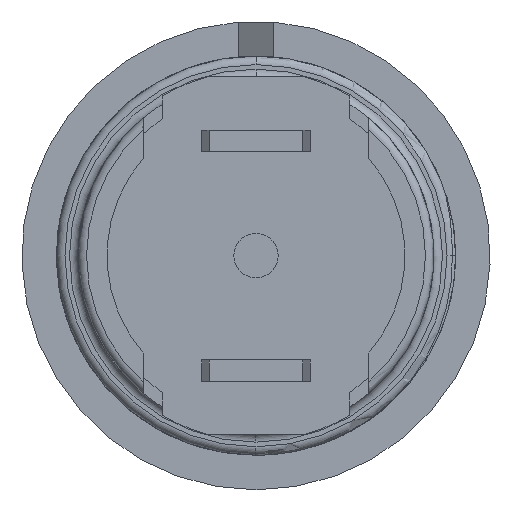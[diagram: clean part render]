
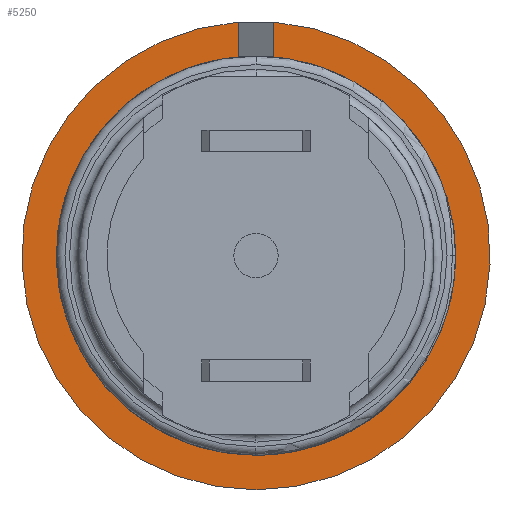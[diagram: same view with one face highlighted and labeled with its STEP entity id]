
A CAD part, front view. The second image highlights one B-rep face of the part: STEP entity #5250.
In plain terms, the highlighted planar face has unit normal (0, -1, 0).
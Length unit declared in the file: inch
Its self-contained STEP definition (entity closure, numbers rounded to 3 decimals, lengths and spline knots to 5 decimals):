
#60 = LINE ( 'NONE', #5816, #4632 ) ;
#241 = AXIS2_PLACEMENT_3D ( 'NONE', #5114, #3286, #4225 ) ;
#397 = ORIENTED_EDGE ( 'NONE', *, *, #1229, .F. ) ;
#413 = VECTOR ( 'NONE', #2320, 39.37008 ) ;
#419 = VERTEX_POINT ( 'NONE', #2050 ) ;
#660 = DIRECTION ( 'NONE',  ( 0., 0., 1. ) ) ;
#884 = CARTESIAN_POINT ( 'NONE',  ( -0.021, 0., 0.2742 ) ) ;
#895 = VERTEX_POINT ( 'NONE', #2306 ) ;
#931 = VERTEX_POINT ( 'NONE', #884 ) ;
#1229 = EDGE_CURVE ( 'NONE', #3302, #4767, #1395, .T. ) ;
#1395 = CIRCLE ( 'NONE', #241, 0.23438 ) ;
#1604 = AXIS2_PLACEMENT_3D ( 'NONE', #5132, #5111, #5604 ) ;
#1896 = EDGE_LOOP ( 'NONE', ( #3722, #2829, #3587, #5656, #397, #4138 ) ) ;
#2050 = CARTESIAN_POINT ( 'NONE',  ( 0., 0., -0.275 ) ) ;
#2107 = CARTESIAN_POINT ( 'NONE',  ( 0., 0., 0. ) ) ;
#2296 = DIRECTION ( 'NONE',  ( 0., 0., 1. ) ) ;
#2306 = CARTESIAN_POINT ( 'NONE',  ( 0.021, 0., 0.2742 ) ) ;
#2320 = DIRECTION ( 'NONE',  ( 0., 0., -1. ) ) ;
#2324 = PLANE ( 'NONE',  #1604 ) ;
#2463 = AXIS2_PLACEMENT_3D ( 'NONE', #5148, #3712, #2296 ) ;
#2528 = CARTESIAN_POINT ( 'NONE',  ( -0.021, 0., 0.23343 ) ) ;
#2580 = DIRECTION ( 'NONE',  ( 0., 0., -1. ) ) ;
#2829 = ORIENTED_EDGE ( 'NONE', *, *, #3602, .F. ) ;
#2964 = VERTEX_POINT ( 'NONE', #2528 ) ;
#3023 = AXIS2_PLACEMENT_3D ( 'NONE', #2107, #3983, #2580 ) ;
#3286 = DIRECTION ( 'NONE',  ( 0., -1., 0. ) ) ;
#3302 = VERTEX_POINT ( 'NONE', #3667 ) ;
#3587 = ORIENTED_EDGE ( 'NONE', *, *, #5719, .F. ) ;
#3602 = EDGE_CURVE ( 'NONE', #419, #931, #4944, .T. ) ;
#3646 = EDGE_CURVE ( 'NONE', #4767, #895, #60, .T. ) ;
#3667 = CARTESIAN_POINT ( 'NONE',  ( 0., 0., -0.23438 ) ) ;
#3712 = DIRECTION ( 'NONE',  ( 0., 1., 0. ) ) ;
#3722 = ORIENTED_EDGE ( 'NONE', *, *, #5788, .F. ) ;
#3774 = CARTESIAN_POINT ( 'NONE',  ( -0.021, 0., 0. ) ) ;
#3793 = LINE ( 'NONE', #3774, #413 ) ;
#3983 = DIRECTION ( 'NONE',  ( 0., -1., 0. ) ) ;
#4138 = ORIENTED_EDGE ( 'NONE', *, *, #4637, .F. ) ;
#4225 = DIRECTION ( 'NONE',  ( 0., 0., -1. ) ) ;
#4237 = CARTESIAN_POINT ( 'NONE',  ( 0.021, 0., 0.23343 ) ) ;
#4250 = CIRCLE ( 'NONE', #3023, 0.23438 ) ;
#4463 = CARTESIAN_POINT ( 'NONE',  ( 0., 0., 0. ) ) ;
#4632 = VECTOR ( 'NONE', #4953, 39.37008 ) ;
#4637 = EDGE_CURVE ( 'NONE', #2964, #3302, #4250, .T. ) ;
#4767 = VERTEX_POINT ( 'NONE', #4237 ) ;
#4944 = CIRCLE ( 'NONE', #5294, 0.275 ) ;
#4953 = DIRECTION ( 'NONE',  ( 0., 0., 1. ) ) ;
#5003 = FACE_OUTER_BOUND ( 'NONE', #1896, .T. ) ;
#5071 = CIRCLE ( 'NONE', #2463, 0.275 ) ;
#5111 = DIRECTION ( 'NONE',  ( 0., 1., 0. ) ) ;
#5114 = CARTESIAN_POINT ( 'NONE',  ( 0., 0., 0. ) ) ;
#5132 = CARTESIAN_POINT ( 'NONE',  ( 0., 0., 0. ) ) ;
#5148 = CARTESIAN_POINT ( 'NONE',  ( 0., 0., 0. ) ) ;
#5250 = ADVANCED_FACE ( 'NONE', ( #5003 ), #2324, .F. ) ;
#5294 = AXIS2_PLACEMENT_3D ( 'NONE', #4463, #5411, #660 ) ;
#5411 = DIRECTION ( 'NONE',  ( 0., 1., 0. ) ) ;
#5604 = DIRECTION ( 'NONE',  ( 0., 0., 1. ) ) ;
#5656 = ORIENTED_EDGE ( 'NONE', *, *, #3646, .F. ) ;
#5719 = EDGE_CURVE ( 'NONE', #895, #419, #5071, .T. ) ;
#5788 = EDGE_CURVE ( 'NONE', #931, #2964, #3793, .T. ) ;
#5816 = CARTESIAN_POINT ( 'NONE',  ( 0.021, 0., 0. ) ) ;
